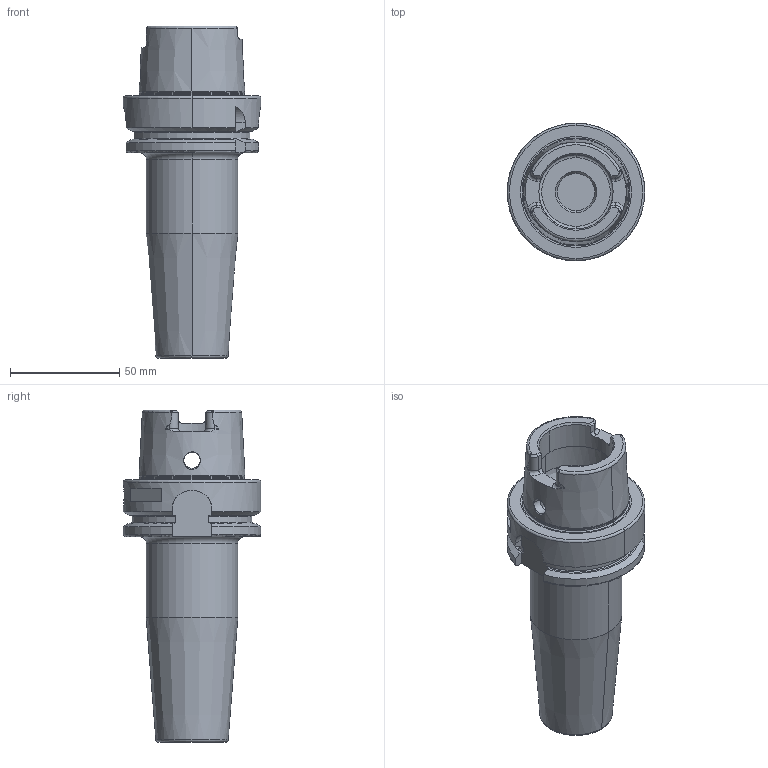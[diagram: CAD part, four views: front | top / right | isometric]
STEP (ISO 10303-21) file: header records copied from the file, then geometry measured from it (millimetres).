
FILE_DESCRIPTION((''),'2;1');
FILE_NAME('A63_70_20_1','2020-08-04T',('103090'),(''),'CREO PARAMETRIC BY PTC INC, 2016260','CREO PARAMETRIC BY PTC INC, 2016260','');
FILE_SCHEMA(('CONFIG_CONTROL_DESIGN'));
Length unit declared in the file: millimetre
Products named in the file (1): A63_70_20_1
Bounding box: 63 x 63 x 152 mm (x, y, z)
Volume: 173991.8 mm3; surface area: 38464 mm2
Topology: 1 solids, 1 shells, 184 faces, 456 edges, 281 vertices
Faces by surface type: plane 58, cylinder 51, cone 40, torus 35
Entity records: 6175 total; most frequent: CARTESIAN_POINT 1816, DIRECTION 917, ORIENTED_EDGE 908, EDGE_CURVE 454, AXIS2_PLACEMENT_3D 380, VERTEX_POINT 281, EDGE_LOOP 197, CIRCLE 193
